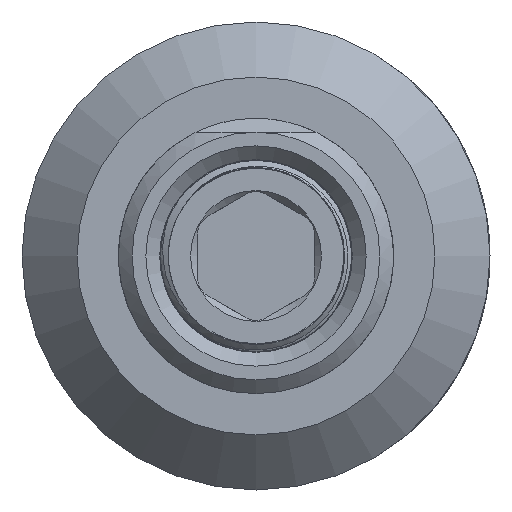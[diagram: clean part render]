
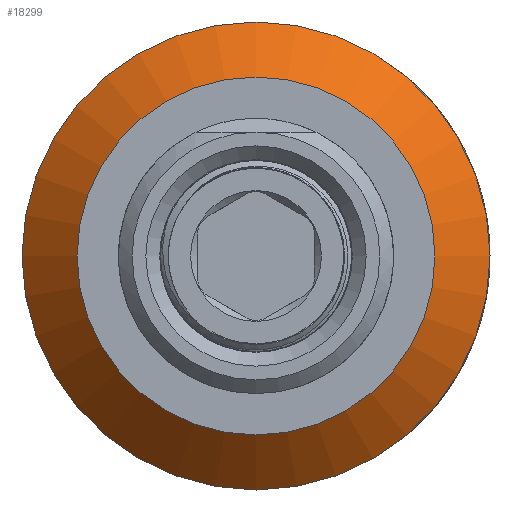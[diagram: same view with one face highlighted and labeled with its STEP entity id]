
A CAD part, left-side view. The second image highlights one B-rep face of the part: STEP entity #18299.
In plain terms, the highlighted conical face has half-angle 45 degrees and reference radius 15 mm.
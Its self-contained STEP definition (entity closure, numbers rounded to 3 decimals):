
#44=CONICAL_SURFACE('',#19642,15.,0.785);
#2104=FACE_OUTER_BOUND('',#3166,.T.);
#3166=EDGE_LOOP('',(#17138,#17139,#17140,#17141,#17142));
#3749=CIRCLE('',#19616,17.);
#3750=CIRCLE('',#19617,17.);
#3757=CIRCLE('',#19643,13.);
#5766=LINE('',#43298,#7092);
#7092=VECTOR('',#23622,15.);
#8894=VERTEX_POINT('',#43245);
#8895=VERTEX_POINT('',#43246);
#8907=VERTEX_POINT('',#43297);
#11643=EDGE_CURVE('',#8894,#8895,#3749,.T.);
#11644=EDGE_CURVE('',#8895,#8894,#3750,.T.);
#11661=EDGE_CURVE('',#8894,#8907,#5766,.T.);
#11662=EDGE_CURVE('',#8907,#8907,#3757,.T.);
#17138=ORIENTED_EDGE('',*,*,#11643,.T.);
#17139=ORIENTED_EDGE('',*,*,#11644,.T.);
#17140=ORIENTED_EDGE('',*,*,#11661,.T.);
#17141=ORIENTED_EDGE('',*,*,#11662,.T.);
#17142=ORIENTED_EDGE('',*,*,#11661,.F.);
#18299=ADVANCED_FACE('',(#2104),#44,.T.);
#19616=AXIS2_PLACEMENT_3D('',#43247,#23562,#23563);
#19617=AXIS2_PLACEMENT_3D('',#43248,#23564,#23565);
#19642=AXIS2_PLACEMENT_3D('',#43296,#23620,#23621);
#19643=AXIS2_PLACEMENT_3D('',#43299,#23623,#23624);
#23562=DIRECTION('center_axis',(-1.,0.,0.));
#23563=DIRECTION('ref_axis',(0.,0.,-1.));
#23564=DIRECTION('center_axis',(-1.,0.,0.));
#23565=DIRECTION('ref_axis',(0.,0.,-1.));
#23620=DIRECTION('center_axis',(1.,0.,0.));
#23621=DIRECTION('ref_axis',(0.,0.,-1.));
#23622=DIRECTION('',(-0.707,0.,-0.707));
#23623=DIRECTION('center_axis',(1.,0.,0.));
#23624=DIRECTION('ref_axis',(0.,0.,-1.));
#43245=CARTESIAN_POINT('',(-50.,0.,17.));
#43246=CARTESIAN_POINT('',(-50.,0.,-17.));
#43247=CARTESIAN_POINT('Origin',(-50.,0.,0.));
#43248=CARTESIAN_POINT('Origin',(-50.,0.,0.));
#43296=CARTESIAN_POINT('Origin',(-52.,0.,0.));
#43297=CARTESIAN_POINT('',(-54.,0.,13.));
#43298=CARTESIAN_POINT('',(-52.,0.,15.));
#43299=CARTESIAN_POINT('Origin',(-54.,0.,0.));
